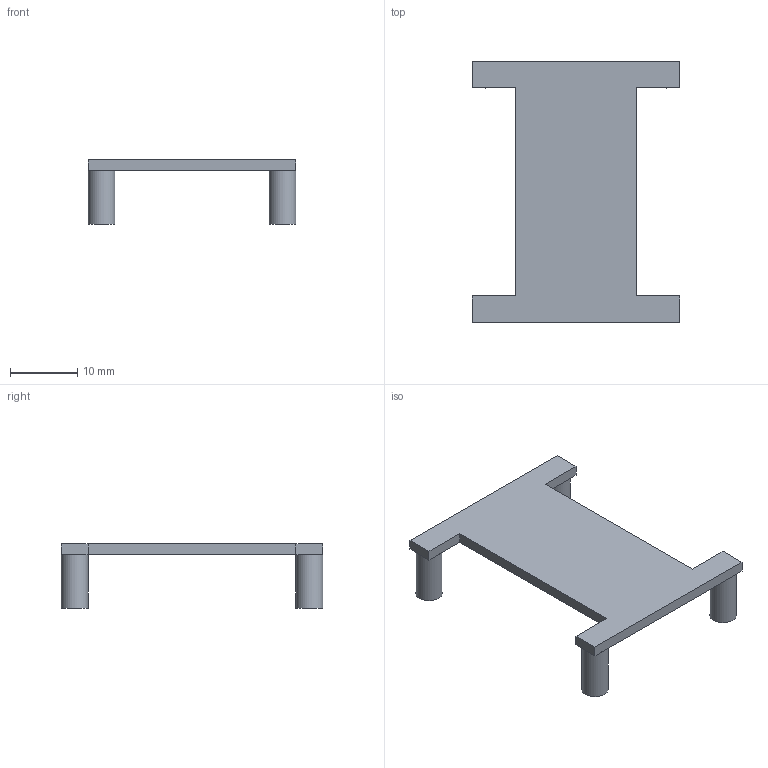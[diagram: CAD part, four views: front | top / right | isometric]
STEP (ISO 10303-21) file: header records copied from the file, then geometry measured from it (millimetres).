
FILE_DESCRIPTION(/* description */ (''),/* implementation_level */ '2;1');
FILE_NAME(/* name */ 'esp32-holder.step',/* time_stamp */ '2024-10-29T13:57:53+03:00',/* author */ (''),/* organization */ (''),/* preprocessor_version */ '',/* originating_system */ '',/* authorisation */ '');
FILE_SCHEMA (('AUTOMOTIVE_DESIGN { 1 0 10303 214 3 1 1 }'));
Length unit declared in the file: millimetre
Products named in the file (1): esp32-holder
Bounding box: 31 x 39 x 9.6 mm (x, y, z)
Volume: 1667.6 mm3; surface area: 2340 mm2
Topology: 1 solids, 1 shells, 38 faces, 82 edges, 50 vertices
Faces by surface type: plane 30, cylinder 8
Full cylindrical faces by diameter (mm): 1.6 x4, 4 x4
Entity records: 1060 total; most frequent: DIRECTION 186, CARTESIAN_POINT 171, ORIENTED_EDGE 164, EDGE_CURVE 82, AXIS2_PLACEMENT_3D 65, LINE 56, VECTOR 56, VERTEX_POINT 50
